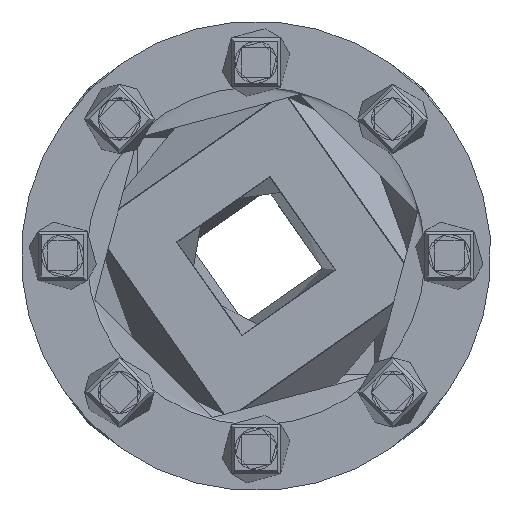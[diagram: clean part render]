
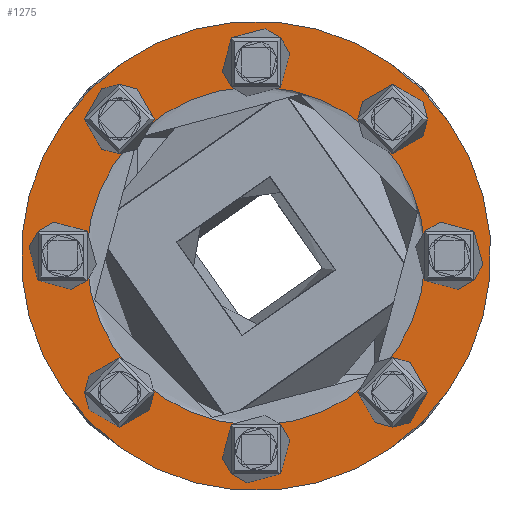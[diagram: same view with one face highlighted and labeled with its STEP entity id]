
A CAD part, top view. The second image highlights one B-rep face of the part: STEP entity #1275.
In plain terms, the highlighted face is planar.
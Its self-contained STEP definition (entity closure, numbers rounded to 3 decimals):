
#1275 = ADVANCED_FACE('',(#1276,#1287),#1433,.F.);
#1276 = FACE_BOUND('',#1277,.T.);
#1277 = EDGE_LOOP('',(#1278));
#1278 = ORIENTED_EDGE('',*,*,#1279,.T.);
#1279 = EDGE_CURVE('',#1280,#1280,#1282,.T.);
#1280 = VERTEX_POINT('',#1281);
#1281 = CARTESIAN_POINT('',(121.5,0.,0.));
#1282 = CIRCLE('',#1283,121.5);
#1283 = AXIS2_PLACEMENT_3D('',#1284,#1285,#1286);
#1284 = CARTESIAN_POINT('',(0.,0.,0.));
#1285 = DIRECTION('',(0.,0.,-1.));
#1286 = DIRECTION('',(1.,0.,0.));
#1287 = FACE_BOUND('',#1288,.T.);
#1288 = EDGE_LOOP('',(#1289,#1300,#1309,#1318,#1327,#1336,#1345,#1354,
    #1363,#1372,#1381,#1390,#1399,#1408,#1417,#1426));
#1289 = ORIENTED_EDGE('',*,*,#1290,.T.);
#1290 = EDGE_CURVE('',#1291,#1293,#1295,.T.);
#1291 = VERTEX_POINT('',#1292);
#1292 = CARTESIAN_POINT('',(-65.151,58.408,0.));
#1293 = VERTEX_POINT('',#1294);
#1294 = CARTESIAN_POINT('',(-87.37,4.768,0.));
#1295 = CIRCLE('',#1296,87.5);
#1296 = AXIS2_PLACEMENT_3D('',#1297,#1298,#1299);
#1297 = CARTESIAN_POINT('',(0.,0.,0.));
#1298 = DIRECTION('',(0.,0.,1.));
#1299 = DIRECTION('',(1.,0.,-0.));
#1300 = ORIENTED_EDGE('',*,*,#1301,.T.);
#1301 = EDGE_CURVE('',#1293,#1302,#1304,.T.);
#1302 = VERTEX_POINT('',#1303);
#1303 = CARTESIAN_POINT('',(-87.37,-4.768,0.));
#1304 = CIRCLE('',#1305,13.5);
#1305 = AXIS2_PLACEMENT_3D('',#1306,#1307,#1308);
#1306 = CARTESIAN_POINT('',(-100.,0.,0.));
#1307 = DIRECTION('',(0.,0.,1.));
#1308 = DIRECTION('',(1.,0.,-0.));
#1309 = ORIENTED_EDGE('',*,*,#1310,.T.);
#1310 = EDGE_CURVE('',#1302,#1311,#1313,.T.);
#1311 = VERTEX_POINT('',#1312);
#1312 = CARTESIAN_POINT('',(-65.151,-58.408,0.));
#1313 = CIRCLE('',#1314,87.5);
#1314 = AXIS2_PLACEMENT_3D('',#1315,#1316,#1317);
#1315 = CARTESIAN_POINT('',(0.,0.,0.));
#1316 = DIRECTION('',(0.,0.,1.));
#1317 = DIRECTION('',(1.,0.,-0.));
#1318 = ORIENTED_EDGE('',*,*,#1319,.T.);
#1319 = EDGE_CURVE('',#1311,#1320,#1322,.T.);
#1320 = VERTEX_POINT('',#1321);
#1321 = CARTESIAN_POINT('',(-58.408,-65.151,0.));
#1322 = CIRCLE('',#1323,13.5);
#1323 = AXIS2_PLACEMENT_3D('',#1324,#1325,#1326);
#1324 = CARTESIAN_POINT('',(-70.711,-70.711,0.));
#1325 = DIRECTION('',(0.,0.,1.));
#1326 = DIRECTION('',(1.,0.,-0.));
#1327 = ORIENTED_EDGE('',*,*,#1328,.T.);
#1328 = EDGE_CURVE('',#1320,#1329,#1331,.T.);
#1329 = VERTEX_POINT('',#1330);
#1330 = CARTESIAN_POINT('',(-4.768,-87.37,0.));
#1331 = CIRCLE('',#1332,87.5);
#1332 = AXIS2_PLACEMENT_3D('',#1333,#1334,#1335);
#1333 = CARTESIAN_POINT('',(0.,0.,0.));
#1334 = DIRECTION('',(0.,0.,1.));
#1335 = DIRECTION('',(1.,0.,-0.));
#1336 = ORIENTED_EDGE('',*,*,#1337,.T.);
#1337 = EDGE_CURVE('',#1329,#1338,#1340,.T.);
#1338 = VERTEX_POINT('',#1339);
#1339 = CARTESIAN_POINT('',(4.768,-87.37,0.));
#1340 = CIRCLE('',#1341,13.5);
#1341 = AXIS2_PLACEMENT_3D('',#1342,#1343,#1344);
#1342 = CARTESIAN_POINT('',(0.,-100.,0.));
#1343 = DIRECTION('',(0.,0.,1.));
#1344 = DIRECTION('',(1.,0.,-0.));
#1345 = ORIENTED_EDGE('',*,*,#1346,.T.);
#1346 = EDGE_CURVE('',#1338,#1347,#1349,.T.);
#1347 = VERTEX_POINT('',#1348);
#1348 = CARTESIAN_POINT('',(58.408,-65.151,0.));
#1349 = CIRCLE('',#1350,87.5);
#1350 = AXIS2_PLACEMENT_3D('',#1351,#1352,#1353);
#1351 = CARTESIAN_POINT('',(0.,0.,0.));
#1352 = DIRECTION('',(0.,0.,1.));
#1353 = DIRECTION('',(1.,0.,-0.));
#1354 = ORIENTED_EDGE('',*,*,#1355,.T.);
#1355 = EDGE_CURVE('',#1347,#1356,#1358,.T.);
#1356 = VERTEX_POINT('',#1357);
#1357 = CARTESIAN_POINT('',(65.151,-58.408,0.));
#1358 = CIRCLE('',#1359,13.5);
#1359 = AXIS2_PLACEMENT_3D('',#1360,#1361,#1362);
#1360 = CARTESIAN_POINT('',(70.711,-70.711,0.));
#1361 = DIRECTION('',(0.,0.,1.));
#1362 = DIRECTION('',(1.,0.,-0.));
#1363 = ORIENTED_EDGE('',*,*,#1364,.T.);
#1364 = EDGE_CURVE('',#1356,#1365,#1367,.T.);
#1365 = VERTEX_POINT('',#1366);
#1366 = CARTESIAN_POINT('',(87.37,-4.768,0.));
#1367 = CIRCLE('',#1368,87.5);
#1368 = AXIS2_PLACEMENT_3D('',#1369,#1370,#1371);
#1369 = CARTESIAN_POINT('',(0.,0.,0.));
#1370 = DIRECTION('',(0.,0.,1.));
#1371 = DIRECTION('',(1.,0.,-0.));
#1372 = ORIENTED_EDGE('',*,*,#1373,.T.);
#1373 = EDGE_CURVE('',#1365,#1374,#1376,.T.);
#1374 = VERTEX_POINT('',#1375);
#1375 = CARTESIAN_POINT('',(87.37,4.768,0.));
#1376 = CIRCLE('',#1377,13.5);
#1377 = AXIS2_PLACEMENT_3D('',#1378,#1379,#1380);
#1378 = CARTESIAN_POINT('',(100.,0.,0.));
#1379 = DIRECTION('',(0.,0.,1.));
#1380 = DIRECTION('',(1.,0.,-0.));
#1381 = ORIENTED_EDGE('',*,*,#1382,.T.);
#1382 = EDGE_CURVE('',#1374,#1383,#1385,.T.);
#1383 = VERTEX_POINT('',#1384);
#1384 = CARTESIAN_POINT('',(65.151,58.408,0.));
#1385 = CIRCLE('',#1386,87.5);
#1386 = AXIS2_PLACEMENT_3D('',#1387,#1388,#1389);
#1387 = CARTESIAN_POINT('',(0.,0.,0.));
#1388 = DIRECTION('',(0.,0.,1.));
#1389 = DIRECTION('',(1.,0.,-0.));
#1390 = ORIENTED_EDGE('',*,*,#1391,.T.);
#1391 = EDGE_CURVE('',#1383,#1392,#1394,.T.);
#1392 = VERTEX_POINT('',#1393);
#1393 = CARTESIAN_POINT('',(58.408,65.151,0.));
#1394 = CIRCLE('',#1395,13.5);
#1395 = AXIS2_PLACEMENT_3D('',#1396,#1397,#1398);
#1396 = CARTESIAN_POINT('',(70.711,70.711,0.));
#1397 = DIRECTION('',(0.,0.,1.));
#1398 = DIRECTION('',(1.,0.,-0.));
#1399 = ORIENTED_EDGE('',*,*,#1400,.T.);
#1400 = EDGE_CURVE('',#1392,#1401,#1403,.T.);
#1401 = VERTEX_POINT('',#1402);
#1402 = CARTESIAN_POINT('',(4.768,87.37,0.));
#1403 = CIRCLE('',#1404,87.5);
#1404 = AXIS2_PLACEMENT_3D('',#1405,#1406,#1407);
#1405 = CARTESIAN_POINT('',(0.,0.,0.));
#1406 = DIRECTION('',(0.,0.,1.));
#1407 = DIRECTION('',(1.,0.,-0.));
#1408 = ORIENTED_EDGE('',*,*,#1409,.T.);
#1409 = EDGE_CURVE('',#1401,#1410,#1412,.T.);
#1410 = VERTEX_POINT('',#1411);
#1411 = CARTESIAN_POINT('',(-4.768,87.37,0.));
#1412 = CIRCLE('',#1413,13.5);
#1413 = AXIS2_PLACEMENT_3D('',#1414,#1415,#1416);
#1414 = CARTESIAN_POINT('',(0.,100.,0.));
#1415 = DIRECTION('',(0.,0.,1.));
#1416 = DIRECTION('',(1.,0.,-0.));
#1417 = ORIENTED_EDGE('',*,*,#1418,.T.);
#1418 = EDGE_CURVE('',#1410,#1419,#1421,.T.);
#1419 = VERTEX_POINT('',#1420);
#1420 = CARTESIAN_POINT('',(-58.408,65.151,0.));
#1421 = CIRCLE('',#1422,87.5);
#1422 = AXIS2_PLACEMENT_3D('',#1423,#1424,#1425);
#1423 = CARTESIAN_POINT('',(0.,0.,0.));
#1424 = DIRECTION('',(0.,0.,1.));
#1425 = DIRECTION('',(1.,0.,-0.));
#1426 = ORIENTED_EDGE('',*,*,#1427,.T.);
#1427 = EDGE_CURVE('',#1419,#1291,#1428,.T.);
#1428 = CIRCLE('',#1429,13.5);
#1429 = AXIS2_PLACEMENT_3D('',#1430,#1431,#1432);
#1430 = CARTESIAN_POINT('',(-70.711,70.711,0.));
#1431 = DIRECTION('',(0.,0.,1.));
#1432 = DIRECTION('',(1.,0.,-0.));
#1433 = PLANE('',#1434);
#1434 = AXIS2_PLACEMENT_3D('',#1435,#1436,#1437);
#1435 = CARTESIAN_POINT('',(0.,0.,0.));
#1436 = DIRECTION('',(0.,0.,1.));
#1437 = DIRECTION('',(1.,0.,-0.));
